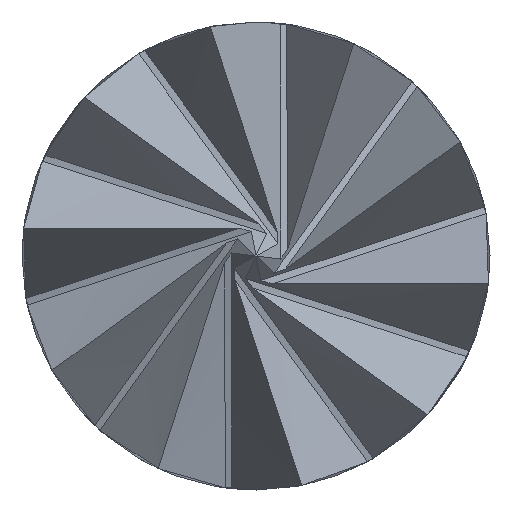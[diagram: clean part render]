
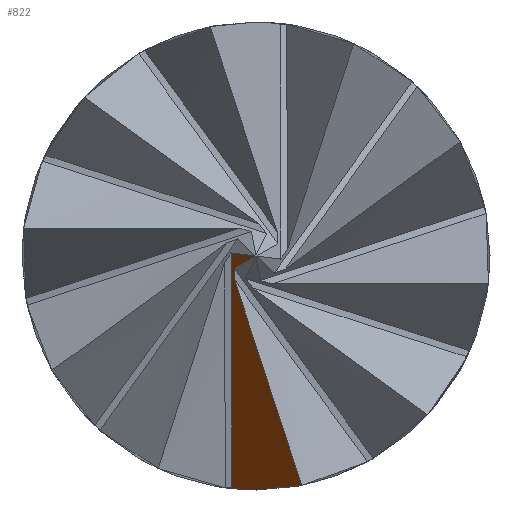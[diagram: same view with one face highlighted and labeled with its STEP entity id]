
A CAD part, left-side view. The second image highlights one B-rep face of the part: STEP entity #822.
In plain terms, the highlighted conical face has half-angle 56.504 degrees and reference radius 8.263 mm.
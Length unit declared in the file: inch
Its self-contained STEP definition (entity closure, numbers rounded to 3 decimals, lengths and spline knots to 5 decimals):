
#29 = B_SPLINE_CURVE_WITH_KNOTS ( 'NONE', 3,
 ( #1631, #1556, #2077, #2066 ),
 .UNSPECIFIED., .F., .F.,
 ( 4, 4 ),
 ( 0.00009, 0.00018 ),
 .UNSPECIFIED. ) ;
#36 = VERTEX_POINT ( 'NONE', #1955 ) ;
#102 = ORIENTED_EDGE ( 'NONE', *, *, #983, .T. ) ;
#107 = VERTEX_POINT ( 'NONE', #813 ) ;
#109 = B_SPLINE_CURVE_WITH_KNOTS ( 'NONE', 3,
 ( #1826, #1813, #1857, #1861 ),
 .UNSPECIFIED., .F., .F.,
 ( 4, 4 ),
 ( 0., 0.00009 ),
 .UNSPECIFIED. ) ;
#145 = ORIENTED_EDGE ( 'NONE', *, *, #929, .T. ) ;
#386 = CARTESIAN_POINT ( 'NONE',  ( -0.26699, -0.00342, -0.01716 ) ) ;
#421 = EDGE_CURVE ( 'NONE', #688, #503, #1523, .T. ) ;
#427 = CARTESIAN_POINT ( 'NONE',  ( -0.26165, -0.00005, -0.0175 ) ) ;
#452 = DIRECTION ( 'NONE',  ( 0., 0.003, 1. ) ) ;
#476 = B_SPLINE_CURVE_WITH_KNOTS ( 'NONE', 3,
 ( #1618, #1587, #1629, #1636 ),
 .UNSPECIFIED., .F., .F.,
 ( 4, 4 ),
 ( 0.00001, 0.0001 ),
 .UNSPECIFIED. ) ;
#484 = ORIENTED_EDGE ( 'NONE', *, *, #421, .T. ) ;
#503 = VERTEX_POINT ( 'NONE', #386 ) ;
#546 = CARTESIAN_POINT ( 'NONE',  ( -0.26699, -0.00342, -0.01716 ) ) ;
#581 = CARTESIAN_POINT ( 'NONE',  ( -0.26699, -0.00342, -0.01716 ) ) ;
#609 = CARTESIAN_POINT ( 'NONE',  ( -0.2657, -0.00175, -0.01206 ) ) ;
#626 = CARTESIAN_POINT ( 'NONE',  ( -0.2645, -0.00008, -0.00693 ) ) ;
#637 = CARTESIAN_POINT ( 'NONE',  ( -0.26339, 0.0016, -0.00179 ) ) ;
#688 = VERTEX_POINT ( 'NONE', #2630 ) ;
#723 = EDGE_CURVE ( 'NONE', #107, #2422, #2605, .T. ) ;
#813 = CARTESIAN_POINT ( 'NONE',  ( -0.26361, 0.00185, 0.00023 ) ) ;
#822 = ADVANCED_FACE ( 'NONE', ( #2551 ), #1945, .F. ) ;
#897 = AXIS2_PLACEMENT_3D ( 'NONE', #2211, #2698, #452 ) ;
#929 = EDGE_CURVE ( 'NONE', #503, #2532, #942, .T. ) ;
#942 = B_SPLINE_CURVE_WITH_KNOTS ( 'NONE', 3,
 ( #546, #609, #626, #637 ),
 .UNSPECIFIED., .F., .F.,
 ( 4, 4 ),
 ( 0.00001, 0.00043 ),
 .UNSPECIFIED. ) ;
#976 = CARTESIAN_POINT ( 'NONE',  ( -0.25879, 0.0018, -0.01741 ) ) ;
#979 = CARTESIAN_POINT ( 'NONE',  ( -0.26342, -0.00119, -0.0175 ) ) ;
#983 = EDGE_CURVE ( 'NONE', #2532, #1466, #1732, .T. ) ;
#1041 = EDGE_CURVE ( 'NONE', #1466, #36, #476, .T. ) ;
#1085 = EDGE_CURVE ( 'NONE', #36, #107, #109, .T. ) ;
#1104 = CARTESIAN_POINT ( 'NONE',  ( -0.26346, 0.00161, -0.00149 ) ) ;
#1115 = CARTESIAN_POINT ( 'NONE',  ( -0.26339, 0.0016, -0.00179 ) ) ;
#1155 = CARTESIAN_POINT ( 'NONE',  ( -0.26353, 0.00162, -0.0012 ) ) ;
#1225 = ORIENTED_EDGE ( 'NONE', *, *, #1085, .T. ) ;
#1466 = VERTEX_POINT ( 'NONE', #2391 ) ;
#1484 = AXIS2_PLACEMENT_3D ( 'NONE', #2537, #2595, #1552 ) ;
#1523 = B_SPLINE_CURVE_WITH_KNOTS ( 'NONE', 3,
 ( #427, #979, #1803, #581 ),
 .UNSPECIFIED., .F., .F.,
 ( 4, 4 ),
 ( 0.00018, 0.00034 ),
 .UNSPECIFIED. ) ;
#1544 = ORIENTED_EDGE ( 'NONE', *, *, #723, .T. ) ;
#1552 = DIRECTION ( 'NONE',  ( 0., 0.003, 1. ) ) ;
#1556 = CARTESIAN_POINT ( 'NONE',  ( -0.25974, 0.00118, -0.01747 ) ) ;
#1587 = CARTESIAN_POINT ( 'NONE',  ( -0.26455, 0.00109, -0.0006 ) ) ;
#1618 = CARTESIAN_POINT ( 'NONE',  ( -0.26361, 0.00163, -0.0009 ) ) ;
#1629 = CARTESIAN_POINT ( 'NONE',  ( -0.2655, 0.00054, -0.0003 ) ) ;
#1631 = CARTESIAN_POINT ( 'NONE',  ( -0.25879, 0.0018, -0.01741 ) ) ;
#1636 = CARTESIAN_POINT ( 'NONE',  ( -0.26645, 0., 0. ) ) ;
#1732 = B_SPLINE_CURVE_WITH_KNOTS ( 'NONE', 3,
 ( #1115, #1104, #1155, #2174 ),
 .UNSPECIFIED., .F., .F.,
 ( 4, 4 ),
 ( 0.00041, 0.00043 ),
 .UNSPECIFIED. ) ;
#1749 = ORIENTED_EDGE ( 'NONE', *, *, #1041, .T. ) ;
#1803 = CARTESIAN_POINT ( 'NONE',  ( -0.2652, -0.00232, -0.01738 ) ) ;
#1813 = CARTESIAN_POINT ( 'NONE',  ( -0.2655, 0.00062, 0.00008 ) ) ;
#1826 = CARTESIAN_POINT ( 'NONE',  ( -0.26645, 0., 0. ) ) ;
#1857 = CARTESIAN_POINT ( 'NONE',  ( -0.26455, 0.00123, 0.00015 ) ) ;
#1861 = CARTESIAN_POINT ( 'NONE',  ( -0.26361, 0.00185, 0.00023 ) ) ;
#1945 = CONICAL_SURFACE ( 'NONE', #897, 0.32531, 0.986 ) ;
#1955 = CARTESIAN_POINT ( 'NONE',  ( -0.26645, 0., 0. ) ) ;
#2048 = CARTESIAN_POINT ( 'NONE',  ( -0.26339, 0.0016, -0.00179 ) ) ;
#2066 = CARTESIAN_POINT ( 'NONE',  ( -0.26165, -0.00005, -0.0175 ) ) ;
#2077 = CARTESIAN_POINT ( 'NONE',  ( -0.26069, 0.00056, -0.0175 ) ) ;
#2174 = CARTESIAN_POINT ( 'NONE',  ( -0.26361, 0.00163, -0.0009 ) ) ;
#2211 = CARTESIAN_POINT ( 'NONE',  ( -0.62282, -0.03131, -0.10717 ) ) ;
#2348 = EDGE_LOOP ( 'NONE', ( #2448, #484, #145, #102, #1749, #1225, #1544 ) ) ;
#2391 = CARTESIAN_POINT ( 'NONE',  ( -0.26361, 0.00163, -0.0009 ) ) ;
#2422 = VERTEX_POINT ( 'NONE', #976 ) ;
#2448 = ORIENTED_EDGE ( 'NONE', *, *, #2814, .T. ) ;
#2532 = VERTEX_POINT ( 'NONE', #2048 ) ;
#2537 = CARTESIAN_POINT ( 'NONE',  ( -0.62282, 0.00154, -0.10726 ) ) ;
#2551 = FACE_OUTER_BOUND ( 'NONE', #2348, .T. ) ;
#2595 = DIRECTION ( 'NONE',  ( 0., 1., -0.003 ) ) ;
#2605 = CIRCLE ( 'NONE', #1484, 0.37495 ) ;
#2630 = CARTESIAN_POINT ( 'NONE',  ( -0.26165, -0.00005, -0.0175 ) ) ;
#2698 = DIRECTION ( 'NONE',  ( 0., 1., -0.003 ) ) ;
#2814 = EDGE_CURVE ( 'NONE', #2422, #688, #29, .T. ) ;
